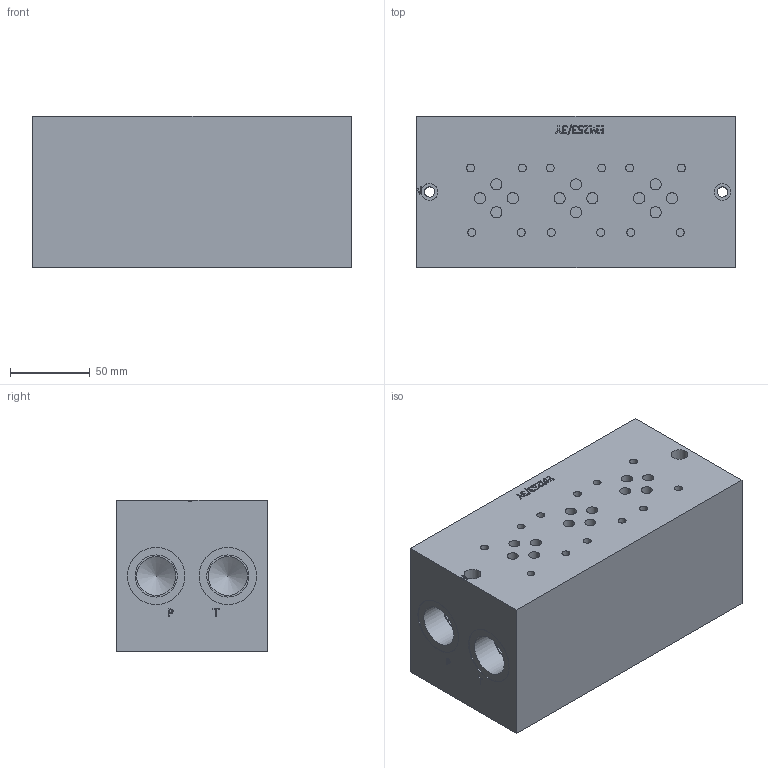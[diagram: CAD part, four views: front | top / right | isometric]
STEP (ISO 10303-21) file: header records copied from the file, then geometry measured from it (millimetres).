
FILE_DESCRIPTION(/* description */ ('Unknown'),/* implementation_level */ '2;1');
FILE_NAME(/* name */ 'PB.30030-001',/* time_stamp */ '2023-07-20T10:24:58+02:00',/* author */ ('Unknown'),/* organization */ ('Unknown'),/* preprocessor_version */ 'ST-DEVELOPER v18.102',/* originating_system */ 'Solid Edge',/* authorisation */ 'Unknown');
FILE_SCHEMA (('AUTOMOTIVE_DESIGN {1 0 10303 214 3 1 1}'));
Length unit declared in the file: millimetre
Products named in the file (2): PB; em253_3_y
Assembly tree (1 placements, depth 2):
  PB
    em253_3_y
Bounding box: 200 x 95 x 95 mm (x, y, z)
Volume: 1688310.9 mm3; surface area: 119120 mm2
Topology: 1 solids, 1 shells, 478 faces, 1202 edges, 804 vertices
Faces by surface type: plane 274, cylinder 165, bspline 24, cone 15
Full cylindrical faces by diameter (mm): 5 x12, 6.5 x2, 7 x12, 8.5 x4, 10 x4, 10.5 x2, 13.2 x1, 19 x6, 20.955 x6, 22 x1, 24.5 x3, 26.441 x4, 30 x6, 36 x2, 37 x2
Entity records: 14057 total; most frequent: CARTESIAN_POINT 3712, ORIENTED_EDGE 2164, DIRECTION 1757, EDGE_CURVE 1082, VERTEX_POINT 779, FACE_BOUND 657, EDGE_LOOP 643, AXIS2_PLACEMENT_3D 595
